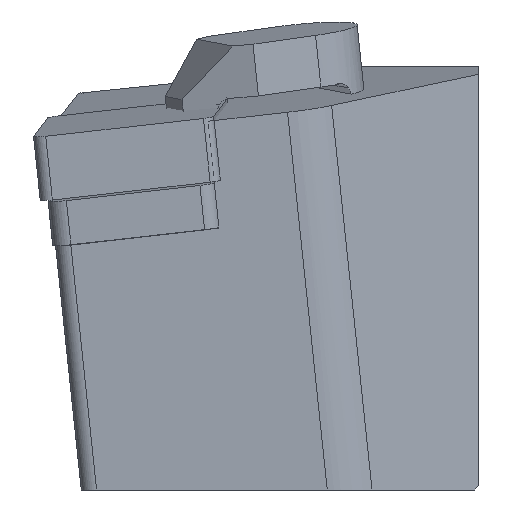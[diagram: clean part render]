
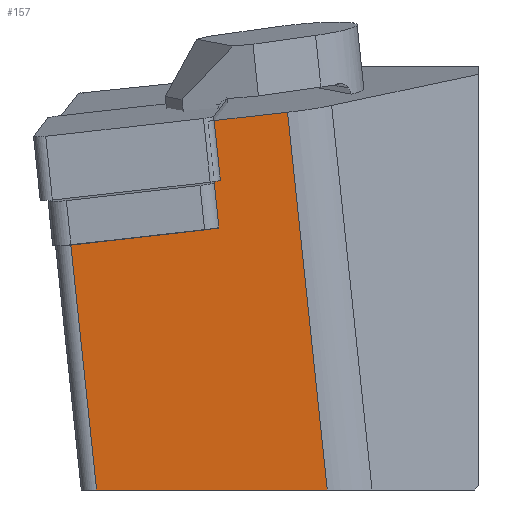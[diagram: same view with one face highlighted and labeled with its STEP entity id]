
A CAD part, left-side view. The second image highlights one B-rep face of the part: STEP entity #157.
In plain terms, the highlighted planar face has unit normal (-0.992, -0.087, -0.096).
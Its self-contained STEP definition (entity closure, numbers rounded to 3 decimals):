
#157=ADVANCED_FACE('',(#281),#228,.F.);
#228=PLANE('',#1424);
#281=FACE_OUTER_BOUND('',#354,.T.);
#354=EDGE_LOOP('',(#747,#748,#749,#750,#751,#752,#753));
#426=LINE('',#1899,#568);
#450=LINE('',#1959,#592);
#451=LINE('',#1961,#593);
#452=LINE('',#1964,#594);
#453=LINE('',#1965,#595);
#454=LINE('',#1967,#596);
#455=LINE('',#1968,#597);
#568=VECTOR('',#1534,1.);
#592=VECTOR('',#1578,1.);
#593=VECTOR('',#1581,1.);
#594=VECTOR('',#1582,1.);
#595=VECTOR('',#1583,1.);
#596=VECTOR('',#1584,1.);
#597=VECTOR('',#1585,1.);
#747=ORIENTED_EDGE('',*,*,#1232,.F.);
#748=ORIENTED_EDGE('',*,*,#1233,.F.);
#749=ORIENTED_EDGE('',*,*,#1231,.T.);
#750=ORIENTED_EDGE('',*,*,#1234,.F.);
#751=ORIENTED_EDGE('',*,*,#1235,.T.);
#752=ORIENTED_EDGE('',*,*,#1201,.F.);
#753=ORIENTED_EDGE('',*,*,#1236,.T.);
#1084=VERTEX_POINT('',#1898);
#1085=VERTEX_POINT('',#1900);
#1108=VERTEX_POINT('',#1954);
#1110=VERTEX_POINT('',#1958);
#1111=VERTEX_POINT('',#1962);
#1112=VERTEX_POINT('',#1963);
#1113=VERTEX_POINT('',#1966);
#1201=EDGE_CURVE('',#1084,#1085,#426,.T.);
#1231=EDGE_CURVE('',#1108,#1110,#450,.T.);
#1232=EDGE_CURVE('',#1111,#1112,#451,.T.);
#1233=EDGE_CURVE('',#1108,#1111,#452,.T.);
#1234=EDGE_CURVE('',#1113,#1110,#453,.T.);
#1235=EDGE_CURVE('',#1113,#1085,#454,.T.);
#1236=EDGE_CURVE('',#1084,#1112,#455,.T.);
#1424=AXIS2_PLACEMENT_3D('',#1969,#1586,#1587);
#1534=DIRECTION('',(0.076,-0.991,0.112));
#1578=DIRECTION('',(0.105,-0.104,-0.989));
#1581=DIRECTION('',(0.076,-0.991,0.112));
#1582=DIRECTION('',(0.076,-0.991,0.112));
#1583=DIRECTION('',(-0.087,0.996,0.));
#1584=DIRECTION('',(-0.105,0.104,0.989));
#1585=DIRECTION('',(0.105,-0.104,-0.989));
#1586=DIRECTION('',(0.992,0.087,0.096));
#1587=DIRECTION('',(0.096,0.,-0.995));
#1898=CARTESIAN_POINT('',(1.559,19.167,1.103));
#1899=CARTESIAN_POINT('',(0.755,29.657,-0.084));
#1900=CARTESIAN_POINT('',(1.991,13.516,1.743));
#1954=CARTESIAN_POINT('',(1.554,28.863,-7.641));
#1958=CARTESIAN_POINT('',(3.388,27.038,-25.));
#1959=CARTESIAN_POINT('',(4.905,25.53,-39.35));
#1961=CARTESIAN_POINT('',(1.554,28.863,-7.641));
#1962=CARTESIAN_POINT('',(2.328,18.748,-6.496));
#1963=CARTESIAN_POINT('',(2.357,18.373,-6.453));
#1964=CARTESIAN_POINT('',(1.554,28.863,-7.641));
#1965=CARTESIAN_POINT('',(3.531,25.41,-25.));
#1966=CARTESIAN_POINT('',(4.818,10.705,-25.));
#1967=CARTESIAN_POINT('',(6.141,9.389,-37.523));
#1968=CARTESIAN_POINT('',(1.312,19.413,3.438));
#1969=CARTESIAN_POINT('',(4.905,25.53,-39.35));
